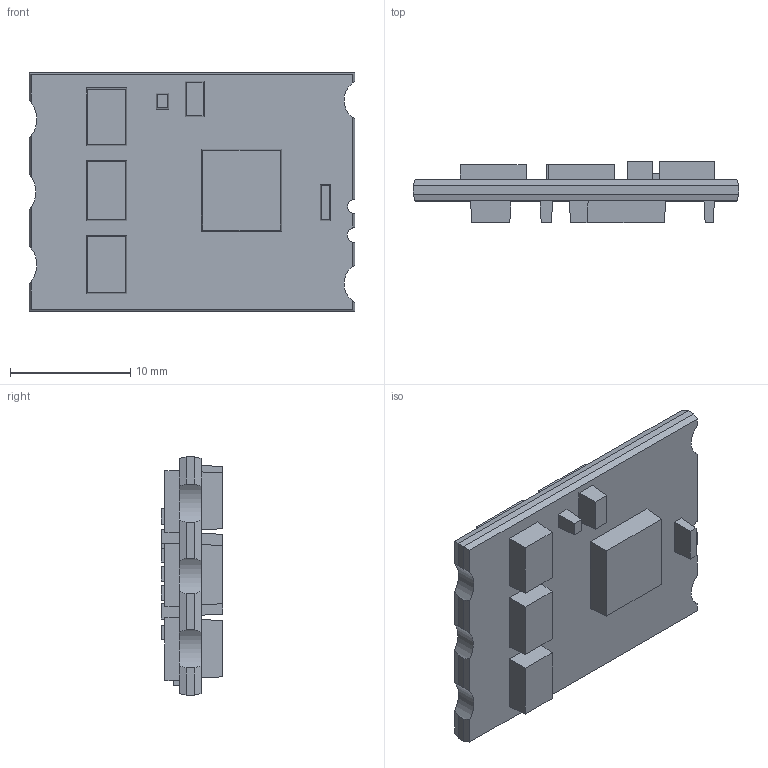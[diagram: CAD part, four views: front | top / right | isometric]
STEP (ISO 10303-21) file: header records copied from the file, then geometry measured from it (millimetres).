
FILE_DESCRIPTION(/* description */ (''),/* implementation_level */ '2;1');
FILE_NAME(/* name */ 'KISS_ESC_24A .step',/* time_stamp */ '2018-09-09T15:47:42+02:00',/* author */ (''),/* organization */ (''),/* preprocessor_version */ 'ST-DEVELOPER v17.2',/* originating_system */ 'Autodesk Translation Framework v7.6.0.251',/* authorisation */ '');
FILE_SCHEMA (('AUTOMOTIVE_DESIGN { 1 0 10303 214 3 1 1 }'));
Length unit declared in the file: millimetre
Products named in the file (1): KISS_ESC_24A
Bounding box: 27 x 5.1 x 19.8 mm (x, y, z)
Volume: 1373.9 mm3; surface area: 1620.9 mm2
Topology: 1 solids, 1 shells, 152 faces, 376 edges, 248 vertices
Faces by surface type: plane 145, cylinder 7
Entity records: 4599 total; most frequent: CARTESIAN_POINT 777, ORIENTED_EDGE 752, DIRECTION 724, EDGE_CURVE 376, LINE 334, VECTOR 334, VERTEX_POINT 248, AXIS2_PLACEMENT_3D 195
